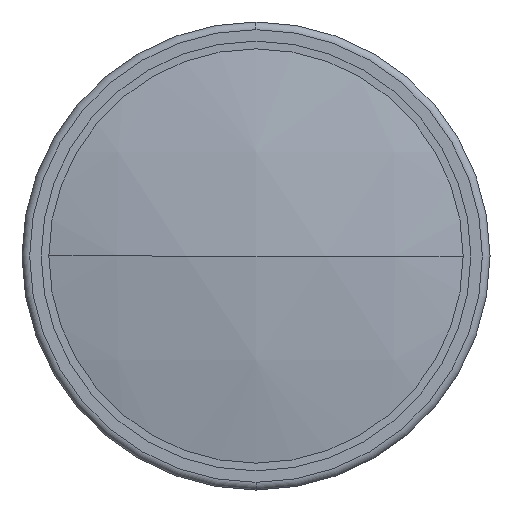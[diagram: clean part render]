
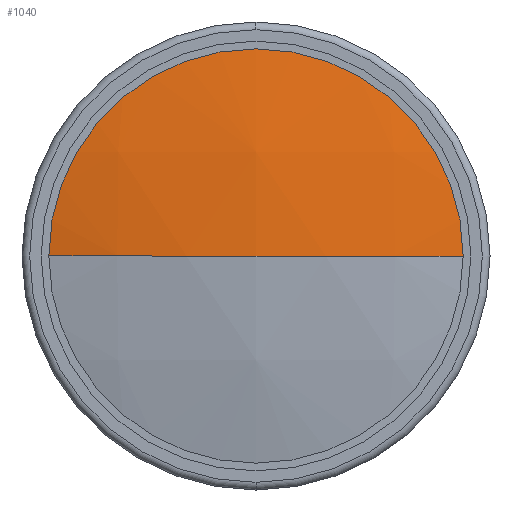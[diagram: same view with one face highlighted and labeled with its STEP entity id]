
A CAD part, left-side view. The second image highlights one B-rep face of the part: STEP entity #1040.
In plain terms, the highlighted spherical face has radius 124 mm.
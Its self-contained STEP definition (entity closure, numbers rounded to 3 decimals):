
#433 = VERTEX_POINT ( 'NONE', #463 ) ;
#457 = VERTEX_POINT ( 'NONE', #468 ) ;
#463 = CARTESIAN_POINT ( 'NONE',  ( -174.012, 27., 0. ) ) ;
#468 = CARTESIAN_POINT ( 'NONE',  ( -176.987, 0., 0. ) ) ;
#966 = EDGE_LOOP ( 'NONE', ( #1086, #1084, #1087 ) ) ;
#1019 = EDGE_CURVE ( 'NONE', #1091, #457, #2034, .T. ) ;
#1020 = EDGE_CURVE ( 'NONE', #1091, #433, #2036, .T. ) ;
#1027 = EDGE_CURVE ( 'NONE', #433, #457, #2046, .T. ) ;
#1040 = ADVANCED_FACE ( 'NONE', ( #2100 ), #2101, .T. ) ;
#1084 = ORIENTED_EDGE ( 'NONE', *, *, #1027, .T. ) ;
#1086 = ORIENTED_EDGE ( 'NONE', *, *, #1020, .T. ) ;
#1087 = ORIENTED_EDGE ( 'NONE', *, *, #1019, .F. ) ;
#1091 = VERTEX_POINT ( 'NONE', #2367 ) ;
#1694 = AXIS2_PLACEMENT_3D ( 'NONE', #1848, #1849, #1850 ) ;
#1695 = AXIS2_PLACEMENT_3D ( 'NONE', #1852, #1853, #1854 ) ;
#1700 = AXIS2_PLACEMENT_3D ( 'NONE', #1870, #1871, #1872 ) ;
#1754 = AXIS2_PLACEMENT_3D ( 'NONE', #1973, #1981, #1982 ) ;
#1848 = CARTESIAN_POINT ( 'NONE',  ( -52.987, 0., 0. ) ) ;
#1849 = DIRECTION ( 'NONE',  ( 0., 0., -1. ) ) ;
#1850 = DIRECTION ( 'NONE',  ( -1., 0., 0. ) ) ;
#1852 = CARTESIAN_POINT ( 'NONE',  ( -174.012, 0., 0. ) ) ;
#1853 = DIRECTION ( 'NONE',  ( -1., 0., 0. ) ) ;
#1854 = DIRECTION ( 'NONE',  ( 0., 0., -1. ) ) ;
#1870 = CARTESIAN_POINT ( 'NONE',  ( -52.987, 0., 0. ) ) ;
#1871 = DIRECTION ( 'NONE',  ( 0., 0., 1. ) ) ;
#1872 = DIRECTION ( 'NONE',  ( 0., -1., 0. ) ) ;
#1973 = CARTESIAN_POINT ( 'NONE',  ( -52.987, 0., 0. ) ) ;
#1981 = DIRECTION ( 'NONE',  ( 0., 0., 1. ) ) ;
#1982 = DIRECTION ( 'NONE',  ( 0., -1., 0. ) ) ;
#2034 = CIRCLE ( 'NONE', #1694, 124. ) ;
#2036 = CIRCLE ( 'NONE', #1695, 27. ) ;
#2046 = CIRCLE ( 'NONE', #1700, 124. ) ;
#2100 = FACE_OUTER_BOUND ( 'NONE', #966, .T. ) ;
#2101 = SPHERICAL_SURFACE ( 'NONE', #1754, 124. ) ;
#2367 = CARTESIAN_POINT ( 'NONE',  ( -174.012, -27., 0. ) ) ;
